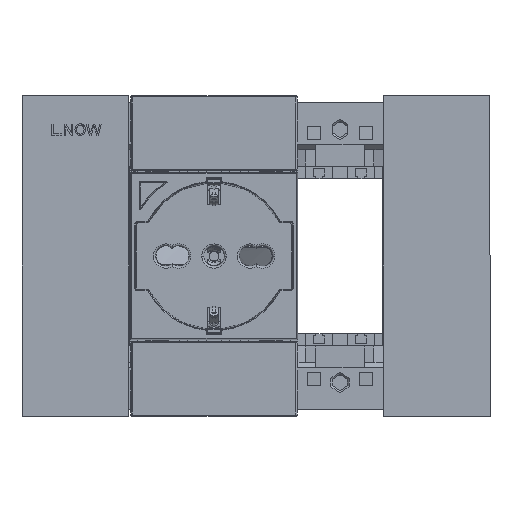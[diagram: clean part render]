
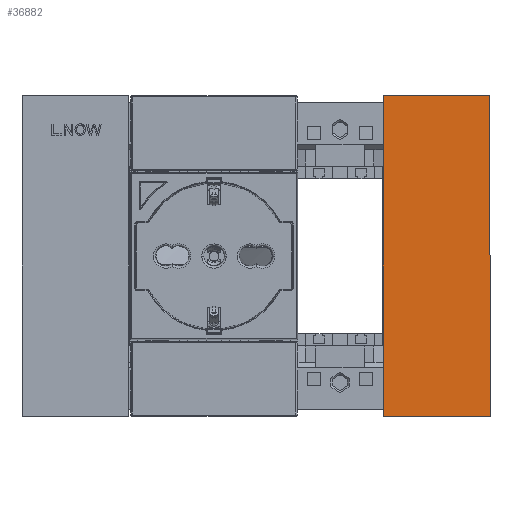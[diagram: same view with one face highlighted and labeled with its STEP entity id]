
A CAD part, top view. The second image highlights one B-rep face of the part: STEP entity #36882.
In plain terms, the highlighted planar face has unit normal (0, 0, 1).
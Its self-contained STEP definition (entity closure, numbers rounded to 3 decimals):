
#4508 = EDGE_CURVE ( 'NONE', #153968, #138109, #111302, .T. ) ;
#5687 = CARTESIAN_POINT ( 'NONE',  ( 34.1, -42.95, 4.6 ) ) ;
#12449 = EDGE_CURVE ( 'NONE', #59218, #122974, #74724, .T. ) ;
#15324 = DIRECTION ( 'NONE',  ( -1., 0., 0. ) ) ;
#24979 = VECTOR ( 'NONE', #109717, 1000. ) ;
#36882 = ADVANCED_FACE ( 'NONE', ( #141970 ), #121173, .F. ) ;
#38865 = ORIENTED_EDGE ( 'NONE', *, *, #12449, .T. ) ;
#43394 = VECTOR ( 'NONE', #117662, 1000. ) ;
#45325 = ORIENTED_EDGE ( 'NONE', *, *, #4508, .T. ) ;
#49671 = CARTESIAN_POINT ( 'NONE',  ( 62.7, 42.95, 4.6 ) ) ;
#49729 = EDGE_CURVE ( 'NONE', #153968, #122974, #114761, .T. ) ;
#49896 = CARTESIAN_POINT ( 'NONE',  ( 0., -42.95, 4.6 ) ) ;
#51424 = EDGE_CURVE ( 'NONE', #138109, #59218, #143973, .T. ) ;
#51819 = ORIENTED_EDGE ( 'NONE', *, *, #51424, .T. ) ;
#53974 = AXIS2_PLACEMENT_3D ( 'NONE', #109622, #62433, #15324 ) ;
#58465 = CARTESIAN_POINT ( 'NONE',  ( 34.1, 42.95, 4.6 ) ) ;
#59218 = VERTEX_POINT ( 'NONE', #49671 ) ;
#62166 = ORIENTED_EDGE ( 'NONE', *, *, #49729, .F. ) ;
#62433 = DIRECTION ( 'NONE',  ( 0., 0., -1. ) ) ;
#73876 = EDGE_LOOP ( 'NONE', ( #38865, #62166, #45325, #51819 ) ) ;
#74724 = LINE ( 'NONE', #99186, #142117 ) ;
#79477 = CARTESIAN_POINT ( 'NONE',  ( 62.7, 0., 4.6 ) ) ;
#99186 = CARTESIAN_POINT ( 'NONE',  ( 0., 42.95, 4.6 ) ) ;
#109622 = CARTESIAN_POINT ( 'NONE',  ( 0., 0., 4.6 ) ) ;
#109717 = DIRECTION ( 'NONE',  ( 1., 0., 0. ) ) ;
#111302 = LINE ( 'NONE', #49896, #24979 ) ;
#112811 = DIRECTION ( 'NONE',  ( -1., 0., 0. ) ) ;
#114761 = LINE ( 'NONE', #142692, #43394 ) ;
#117662 = DIRECTION ( 'NONE',  ( 0., 1., 0. ) ) ;
#121173 = PLANE ( 'NONE',  #53974 ) ;
#122974 = VERTEX_POINT ( 'NONE', #58465 ) ;
#125413 = VECTOR ( 'NONE', #153258, 1000. ) ;
#136426 = CARTESIAN_POINT ( 'NONE',  ( 62.7, -42.95, 4.6 ) ) ;
#138109 = VERTEX_POINT ( 'NONE', #136426 ) ;
#141970 = FACE_OUTER_BOUND ( 'NONE', #73876, .T. ) ;
#142117 = VECTOR ( 'NONE', #112811, 1000. ) ;
#142692 = CARTESIAN_POINT ( 'NONE',  ( 34.1, 42.95, 4.6 ) ) ;
#143973 = LINE ( 'NONE', #79477, #125413 ) ;
#153258 = DIRECTION ( 'NONE',  ( 0., 1., 0. ) ) ;
#153968 = VERTEX_POINT ( 'NONE', #5687 ) ;
